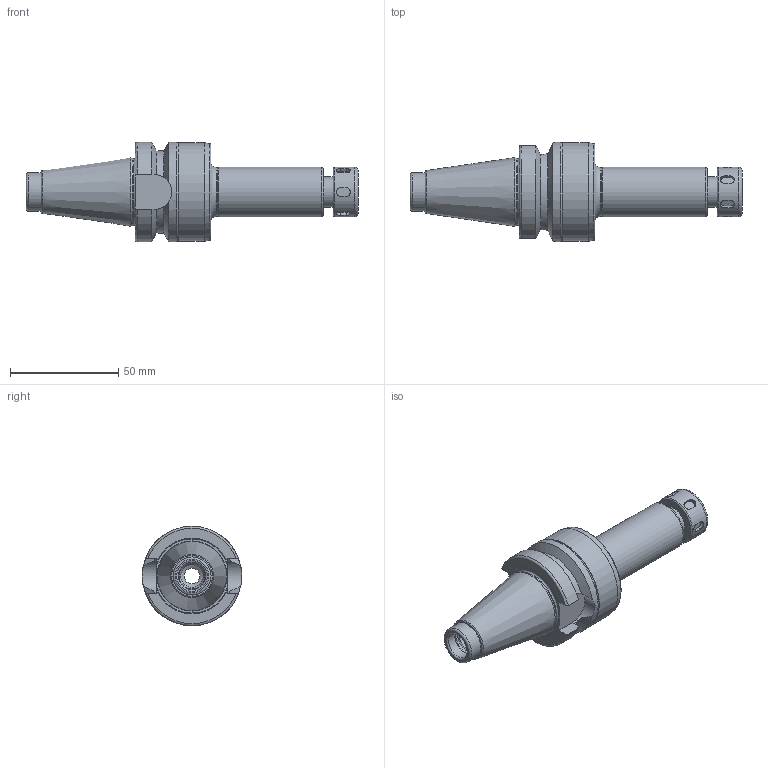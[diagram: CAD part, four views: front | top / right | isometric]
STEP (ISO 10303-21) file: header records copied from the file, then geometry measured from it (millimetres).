
FILE_DESCRIPTION((''),'2;1');
FILE_NAME('244603007105-3D.stp','2020-05-12T18:17:37',('nttooll'),(''),'Autodesk Inventor 2012','Autodesk Inventor 2012','');
FILE_SCHEMA(('AUTOMOTIVE_DESIGN { 1 0 10303 214 1 1 1 1 }'));
Length unit declared in the file: millimetre
Products named in the file (1): 244603007105-3D
Bounding box: 153.4 x 46 x 46 mm (x, y, z)
Volume: 92667.8 mm3; surface area: 22463.5 mm2
Topology: 1 solids, 1 shells, 113 faces, 246 edges, 155 vertices
Faces by surface type: plane 43, cylinder 38, cone 20, torus 12
Full cylindrical faces by diameter (mm): 7.3 x1, 8 x1, 8.5 x1, 8.79 x1, 9.7 x1, 10.5 x1, 12 x1, 12.1 x1, 12.5 x1, 12.9 x1, 13.4 x1, 14 x1, 17 x1, 17.6 x1, 22.6 x1, 23 x2, 30.8 x1, 45.5 x1, 46 x1
Entity records: 3096 total; most frequent: CARTESIAN_POINT 790, DIRECTION 478, ORIENTED_EDGE 396, AXIS2_PLACEMENT_3D 204, EDGE_CURVE 198, EDGE_LOOP 180, VERTEX_POINT 152, FACE_OUTER_BOUND 113
